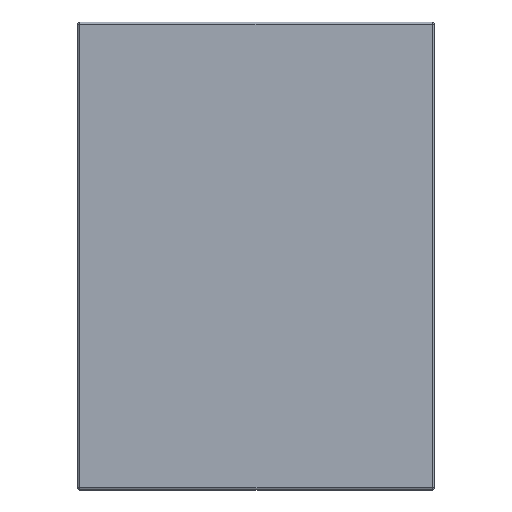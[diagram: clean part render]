
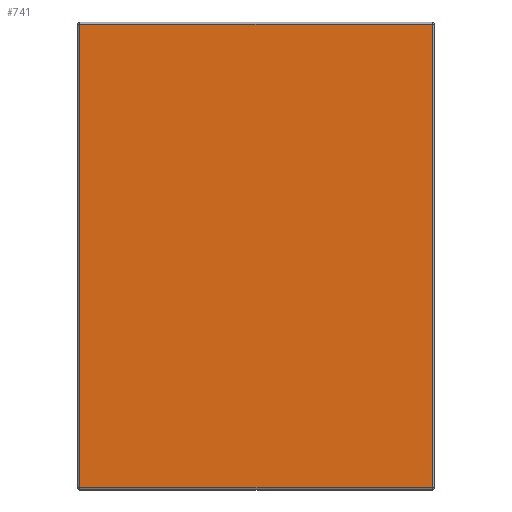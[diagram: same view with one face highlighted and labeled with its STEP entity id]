
A CAD part, front view. The second image highlights one B-rep face of the part: STEP entity #741.
In plain terms, the highlighted planar face has unit normal (0, -1, 0).
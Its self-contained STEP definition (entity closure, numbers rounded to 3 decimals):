
#205 = VECTOR ( 'NONE', #654, 1000. ) ;
#280 = DIRECTION ( 'NONE',  ( 1., 0., 0. ) ) ;
#283 = AXIS2_PLACEMENT_3D ( 'NONE', #580, #1331, #721 ) ;
#303 = CARTESIAN_POINT ( 'NONE',  ( 305., 0., -398. ) ) ;
#331 = VERTEX_POINT ( 'NONE', #1197 ) ;
#383 = VECTOR ( 'NONE', #414, 1000. ) ;
#397 = FACE_OUTER_BOUND ( 'NONE', #1422, .T. ) ;
#414 = DIRECTION ( 'NONE',  ( 0., 0., -1. ) ) ;
#426 = CARTESIAN_POINT ( 'NONE',  ( 2., 0., -400. ) ) ;
#438 = LINE ( 'NONE', #426, #383 ) ;
#452 = ORIENTED_EDGE ( 'NONE', *, *, #1583, .T. ) ;
#541 = EDGE_CURVE ( 'NONE', #1837, #1172, #1265, .T. ) ;
#579 = LINE ( 'NONE', #303, #799 ) ;
#580 = CARTESIAN_POINT ( 'NONE',  ( 0., 0., 0. ) ) ;
#585 = EDGE_CURVE ( 'NONE', #1172, #1440, #1435, .T. ) ;
#615 = VECTOR ( 'NONE', #1000, 1000. ) ;
#654 = DIRECTION ( 'NONE',  ( 0., 0., 1. ) ) ;
#673 = CARTESIAN_POINT ( 'NONE',  ( 303., 0., 0. ) ) ;
#698 = ORIENTED_EDGE ( 'NONE', *, *, #541, .T. ) ;
#721 = DIRECTION ( 'NONE',  ( 0., 0., -1. ) ) ;
#741 = ADVANCED_FACE ( 'NONE', ( #397 ), #1740, .T. ) ;
#799 = VECTOR ( 'NONE', #280, 1000. ) ;
#814 = CARTESIAN_POINT ( 'NONE',  ( 2., 0., -2. ) ) ;
#941 = ORIENTED_EDGE ( 'NONE', *, *, #585, .T. ) ;
#1000 = DIRECTION ( 'NONE',  ( -1., 0., 0. ) ) ;
#1083 = ORIENTED_EDGE ( 'NONE', *, *, #1198, .T. ) ;
#1172 = VERTEX_POINT ( 'NONE', #1579 ) ;
#1197 = CARTESIAN_POINT ( 'NONE',  ( 2., 0., -398. ) ) ;
#1198 = EDGE_CURVE ( 'NONE', #1440, #331, #438, .T. ) ;
#1265 = LINE ( 'NONE', #673, #205 ) ;
#1331 = DIRECTION ( 'NONE',  ( 0., -1., 0. ) ) ;
#1422 = EDGE_LOOP ( 'NONE', ( #698, #941, #1083, #452 ) ) ;
#1435 = LINE ( 'NONE', #1551, #615 ) ;
#1440 = VERTEX_POINT ( 'NONE', #814 ) ;
#1511 = CARTESIAN_POINT ( 'NONE',  ( 303., 0., -398. ) ) ;
#1551 = CARTESIAN_POINT ( 'NONE',  ( 0., 0., -2. ) ) ;
#1579 = CARTESIAN_POINT ( 'NONE',  ( 303., 0., -2. ) ) ;
#1583 = EDGE_CURVE ( 'NONE', #331, #1837, #579, .T. ) ;
#1740 = PLANE ( 'NONE',  #283 ) ;
#1837 = VERTEX_POINT ( 'NONE', #1511 ) ;
